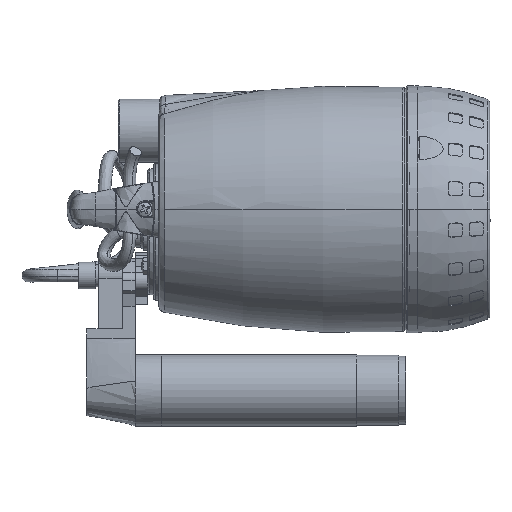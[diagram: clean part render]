
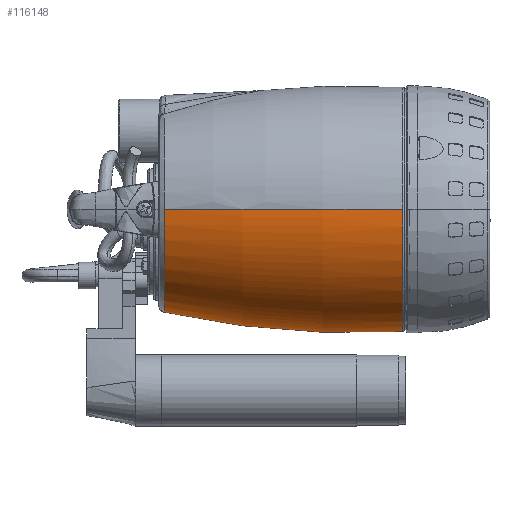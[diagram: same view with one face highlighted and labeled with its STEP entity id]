
A CAD part, left-side view. The second image highlights one B-rep face of the part: STEP entity #116148.
In plain terms, the highlighted toroidal (fillet/blend) face has major radius 543.008 mm and minor radius 631.008 mm.
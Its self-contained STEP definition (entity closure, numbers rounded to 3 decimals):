
#5373 = B_SPLINE_CURVE_WITH_KNOTS ( 'NONE', 3,
 ( #99110, #177213, #220145, #121157, #240981, #141949, #77011, #136864, #18382, #97821, #256693, #29855, #105448, #184846 ),
 .UNSPECIFIED., .F., .F.,
 ( 4, 1, 1, 1, 1, 1, 1, 1, 1, 1, 1, 4 ),
 ( 0.43, 0.438, 0.5, 0.562, 0.625, 0.687, 0.75, 0.812, 0.875, 0.906, 0.938, 1. ),
 .UNSPECIFIED. ) ;
#7805 = VERTEX_POINT ( 'NONE', #29209 ) ;
#10560 = CARTESIAN_POINT ( 'NONE',  ( 73.293, -5.185, -3.771 ) ) ;
#11854 = CARTESIAN_POINT ( 'NONE',  ( 46.875, -56.877, -3.771 ) ) ;
#14424 = CARTESIAN_POINT ( 'NONE',  ( 10.538, -72.793, -3.771 ) ) ;
#17365 = CARTESIAN_POINT ( 'NONE',  ( -85.919, -17.09, -173.769 ) ) ;
#18382 = CARTESIAN_POINT ( 'NONE',  ( -36.429, -64.072, -3.771 ) ) ;
#20073 = CARTESIAN_POINT ( 'NONE',  ( 0., -87.041, -173.769 ) ) ;
#26075 = ORIENTED_EDGE ( 'NONE', *, *, #76500, .F. ) ;
#26669 = CARTESIAN_POINT ( 'NONE',  ( -73.34, 0., -3.771 ) ) ;
#28965 = CARTESIAN_POINT ( 'NONE',  ( 0., -73.34, -3.771 ) ) ;
#29209 = CARTESIAN_POINT ( 'NONE',  ( 87.041, 0., -173.769 ) ) ;
#29855 = CARTESIAN_POINT ( 'NONE',  ( -10.538, -72.793, -3.771 ) ) ;
#31348 = CARTESIAN_POINT ( 'NONE',  ( 85.919, -17.09, -173.769 ) ) ;
#31540 = EDGE_CURVE ( 'NONE', #50133, #191033, #89572, .T. ) ;
#32650 = CARTESIAN_POINT ( 'NONE',  ( 55.308, -67.392, -173.769 ) ) ;
#40312 = CARTESIAN_POINT ( 'NONE',  ( -87.041, 0., -173.769 ) ) ;
#47950 = EDGE_CURVE ( 'NONE', #59733, #218420, #164224, .T. ) ;
#50133 = VERTEX_POINT ( 'NONE', #26669 ) ;
#50906 = CARTESIAN_POINT ( 'NONE',  ( 80.934, -33.524, -173.769 ) ) ;
#51590 = CARTESIAN_POINT ( 'NONE',  ( -41.097, -76.887, -173.769 ) ) ;
#52199 = CARTESIAN_POINT ( 'NONE',  ( 0., -87.041, -173.769 ) ) ;
#54772 = CARTESIAN_POINT ( 'NONE',  ( 48.435, -72.489, -173.769 ) ) ;
#59733 = VERTEX_POINT ( 'NONE', #28965 ) ;
#60029 = DIRECTION ( 'NONE',  ( -1., 0., 0. ) ) ;
#61600 = ORIENTED_EDGE ( 'NONE', *, *, #47950, .F. ) ;
#69858 = CARTESIAN_POINT ( 'NONE',  ( 0., -87.041, -173.769 ) ) ;
#71721 = CARTESIAN_POINT ( 'NONE',  ( 5.688, -87.041, -173.769 ) ) ;
#71741 = CARTESIAN_POINT ( 'NONE',  ( 36.429, -64.072, -3.771 ) ) ;
#73024 = CARTESIAN_POINT ( 'NONE',  ( 17.093, -85.92, -173.769 ) ) ;
#73743 = CARTESIAN_POINT ( 'NONE',  ( 73.34, 0., -3.771 ) ) ;
#75633 = CARTESIAN_POINT ( 'NONE',  ( 63.335, -37.695, -3.771 ) ) ;
#75976 = CARTESIAN_POINT ( 'NONE',  ( -5.688, -87.041, -173.769 ) ) ;
#76500 = EDGE_CURVE ( 'NONE', #218420, #7805, #183918, .T. ) ;
#77011 = CARTESIAN_POINT ( 'NONE',  ( -55.933, -47.996, -3.771 ) ) ;
#78575 = CARTESIAN_POINT ( 'NONE',  ( -87.041, -5.697, -173.769 ) ) ;
#82131 = CARTESIAN_POINT ( 'NONE',  ( 0., 0., -139. ) ) ;
#89572 = CIRCLE ( 'NONE', #156075, 631.008 ) ;
#90013 = CARTESIAN_POINT ( 'NONE',  ( 72.346, -14.079, -3.771 ) ) ;
#91271 = CARTESIAN_POINT ( 'NONE',  ( 87.041, -5.697, -173.769 ) ) ;
#92539 = CARTESIAN_POINT ( 'NONE',  ( 72.84, -48.668, -173.769 ) ) ;
#95160 = CARTESIAN_POINT ( 'NONE',  ( 0., -73.34, -3.771 ) ) ;
#97821 = CARTESIAN_POINT ( 'NONE',  ( -26.818, -68.488, -3.771 ) ) ;
#99110 = CARTESIAN_POINT ( 'NONE',  ( -73.34, 0., -3.771 ) ) ;
#105448 = CARTESIAN_POINT ( 'NONE',  ( -4.208, -73.34, -3.771 ) ) ;
#110173 = CARTESIAN_POINT ( 'NONE',  ( -17.093, -85.92, -173.769 ) ) ;
#110798 = CARTESIAN_POINT ( 'NONE',  ( 73.34, -0.486, -3.771 ) ) ;
#111220 = EDGE_CURVE ( 'NONE', #50133, #59733, #5373, .T. ) ;
#116148 = ADVANCED_FACE ( 'NONE', ( #164031 ), #172036, .T. ) ;
#117595 = CARTESIAN_POINT ( 'NONE',  ( -72.84, -48.668, -173.769 ) ) ;
#120207 = EDGE_LOOP ( 'NONE', ( #26075, #61600, #160318, #167170, #131283, #254315 ) ) ;
#121157 = CARTESIAN_POINT ( 'NONE',  ( -72.346, -14.079, -3.771 ) ) ;
#124984 = DIRECTION ( 'NONE',  ( 0., 0., -1. ) ) ;
#128429 = CARTESIAN_POINT ( 'NONE',  ( -48.435, -72.489, -173.769 ) ) ;
#128572 = DIRECTION ( 'NONE',  ( 0., 0., -1. ) ) ;
#131283 = ORIENTED_EDGE ( 'NONE', *, *, #218895, .F. ) ;
#131601 = CARTESIAN_POINT ( 'NONE',  ( 55.933, -47.996, -3.771 ) ) ;
#132886 = CARTESIAN_POINT ( 'NONE',  ( 41.097, -76.887, -173.769 ) ) ;
#132904 = CARTESIAN_POINT ( 'NONE',  ( 68.86, -26.276, -3.771 ) ) ;
#136864 = CARTESIAN_POINT ( 'NONE',  ( -46.875, -56.877, -3.771 ) ) ;
#141949 = CARTESIAN_POINT ( 'NONE',  ( -63.335, -37.695, -3.771 ) ) ;
#150498 = CARTESIAN_POINT ( 'NONE',  ( -63.753, -59.738, -173.769 ) ) ;
#155693 = CARTESIAN_POINT ( 'NONE',  ( -543.008, 0., -139. ) ) ;
#156075 = AXIS2_PLACEMENT_3D ( 'NONE', #200322, #202886, #128572 ) ;
#158284 = DIRECTION ( 'NONE',  ( 0., 1., 0. ) ) ;
#160318 = ORIENTED_EDGE ( 'NONE', *, *, #111220, .F. ) ;
#164031 = FACE_OUTER_BOUND ( 'NONE', #120207, .T. ) ;
#164224 = B_SPLINE_CURVE_WITH_KNOTS ( 'NONE', 3,
 ( #95160, #228038, #14424, #174556, #209745, #71741, #11854, #131601, #75633, #132904, #90013, #10560, #110798, #211045 ),
 .UNSPECIFIED., .F., .F.,
 ( 4, 1, 1, 1, 1, 1, 1, 1, 1, 1, 1, 4 ),
 ( 0., 0.062, 0.094, 0.125, 0.188, 0.25, 0.313, 0.375, 0.438, 0.5, 0.562, 0.57 ),
 .UNSPECIFIED. ) ;
#167170 = ORIENTED_EDGE ( 'NONE', *, *, #31540, .T. ) ;
#172036 = TOROIDAL_SURFACE ( 'NONE', #226179, -543.008, 631.008 ) ;
#174556 = CARTESIAN_POINT ( 'NONE',  ( 18.77, -70.991, -3.771 ) ) ;
#177213 = CARTESIAN_POINT ( 'NONE',  ( -73.34, -0.486, -3.771 ) ) ;
#183918 = CIRCLE ( 'NONE', #196408, 631.008 ) ;
#184846 = CARTESIAN_POINT ( 'NONE',  ( 0., -73.34, -3.771 ) ) ;
#188289 = CARTESIAN_POINT ( 'NONE',  ( -30.793, -81.761, -173.769 ) ) ;
#189574 = CARTESIAN_POINT ( 'NONE',  ( -80.934, -33.524, -173.769 ) ) ;
#191033 = VERTEX_POINT ( 'NONE', #40312 ) ;
#196408 = AXIS2_PLACEMENT_3D ( 'NONE', #155693, #158284, #235196 ) ;
#196996 = CARTESIAN_POINT ( 'NONE',  ( -87.041, 0., -173.769 ) ) ;
#200322 = CARTESIAN_POINT ( 'NONE',  ( 543.008, 0., -139. ) ) ;
#202886 = DIRECTION ( 'NONE',  ( 0., -1., 0. ) ) ;
#209725 = CARTESIAN_POINT ( 'NONE',  ( 63.753, -59.738, -173.769 ) ) ;
#209745 = CARTESIAN_POINT ( 'NONE',  ( 26.818, -68.488, -3.771 ) ) ;
#211045 = CARTESIAN_POINT ( 'NONE',  ( 73.34, 0., -3.771 ) ) ;
#215895 = B_SPLINE_CURVE_WITH_KNOTS ( 'NONE', 3,
 ( #229292, #91271, #31348, #50906, #92539, #209725, #32650, #54772, #132886, #230571, #73024, #71721, #52199 ),
 .UNSPECIFIED., .F., .F.,
 ( 4, 1, 1, 1, 1, 1, 1, 1, 1, 1, 4 ),
 ( 0.5, 0.562, 0.625, 0.687, 0.75, 0.781, 0.812, 0.844, 0.875, 0.938, 1. ),
 .UNSPECIFIED. ) ;
#216580 = CARTESIAN_POINT ( 'NONE',  ( -55.308, -67.392, -173.769 ) ) ;
#218420 = VERTEX_POINT ( 'NONE', #73743 ) ;
#218895 = EDGE_CURVE ( 'NONE', #251535, #191033, #248668, .T. ) ;
#220145 = CARTESIAN_POINT ( 'NONE',  ( -73.293, -5.185, -3.771 ) ) ;
#226179 = AXIS2_PLACEMENT_3D ( 'NONE', #82131, #124984, #60029 ) ;
#228038 = CARTESIAN_POINT ( 'NONE',  ( 4.208, -73.34, -3.771 ) ) ;
#229292 = CARTESIAN_POINT ( 'NONE',  ( 87.041, 0., -173.769 ) ) ;
#230571 = CARTESIAN_POINT ( 'NONE',  ( 30.793, -81.761, -173.769 ) ) ;
#235196 = DIRECTION ( 'NONE',  ( 0., 0., 1. ) ) ;
#237493 = EDGE_CURVE ( 'NONE', #7805, #251535, #215895, .T. ) ;
#240981 = CARTESIAN_POINT ( 'NONE',  ( -68.86, -26.276, -3.771 ) ) ;
#248668 = B_SPLINE_CURVE_WITH_KNOTS ( 'NONE', 3,
 ( #69858, #75976, #110173, #188289, #51590, #128429, #216580, #150498, #117595, #189574, #17365, #78575, #196996 ),
 .UNSPECIFIED., .F., .F.,
 ( 4, 1, 1, 1, 1, 1, 1, 1, 1, 1, 4 ),
 ( 0., 0.062, 0.125, 0.156, 0.188, 0.219, 0.25, 0.313, 0.375, 0.438, 0.5 ),
 .UNSPECIFIED. ) ;
#251535 = VERTEX_POINT ( 'NONE', #20073 ) ;
#254315 = ORIENTED_EDGE ( 'NONE', *, *, #237493, .F. ) ;
#256693 = CARTESIAN_POINT ( 'NONE',  ( -18.77, -70.991, -3.771 ) ) ;
